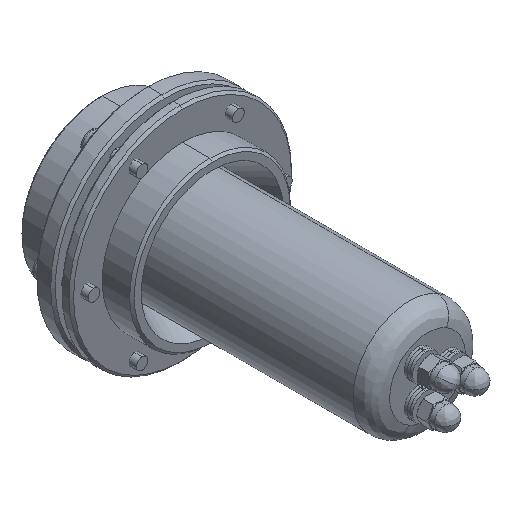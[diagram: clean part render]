
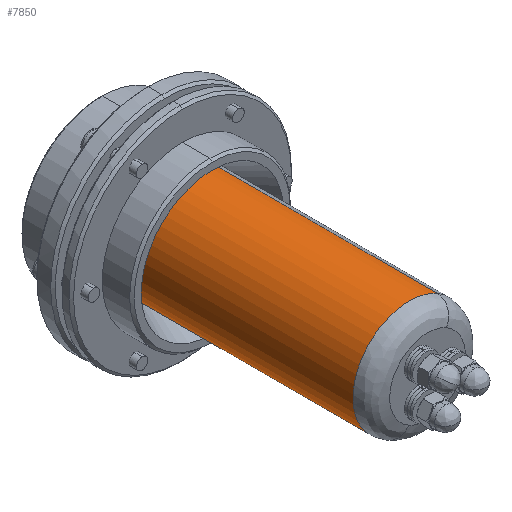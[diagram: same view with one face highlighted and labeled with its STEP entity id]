
A CAD part, isometric view. The second image highlights one B-rep face of the part: STEP entity #7850.
In plain terms, the highlighted free-form (B-spline) face has degree [2, 1] with [5, 2] control points.
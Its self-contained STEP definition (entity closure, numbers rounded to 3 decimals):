
#7091 = VERTEX_POINT('',#7092);
#7092 = CARTESIAN_POINT('',(15.809,12.905,
    27.382));
#7098 = EDGE_CURVE('',#7099,#7091,#7101,.T.);
#7099 = VERTEX_POINT('',#7100);
#7100 = CARTESIAN_POINT('',(-15.809,12.905,
    -27.382));
#7101 = ( BOUNDED_CURVE() B_SPLINE_CURVE(2,(#7102,#7103,#7104,#7105,
#7106),.UNSPECIFIED.,.F.,.F.) B_SPLINE_CURVE_WITH_KNOTS((3,2,3),(
    3.142,4.712,6.283),
.PIECEWISE_BEZIER_KNOTS.) CURVE() GEOMETRIC_REPRESENTATION_ITEM() 
RATIONAL_B_SPLINE_CURVE((1.,0.707,1.,0.707,1.)) 
REPRESENTATION_ITEM('') );
#7102 = CARTESIAN_POINT('',(-15.809,12.905,
    -27.382));
#7103 = CARTESIAN_POINT('',(-43.191,12.905,
    -11.573));
#7104 = CARTESIAN_POINT('',(-27.382,12.905,
    15.809));
#7105 = CARTESIAN_POINT('',(-11.573,12.905,
    43.191));
#7106 = CARTESIAN_POINT('',(15.809,12.905,
    27.382));
#7144 = VERTEX_POINT('',#7145);
#7145 = CARTESIAN_POINT('',(15.809,-137.957,
    27.382));
#7146 = VERTEX_POINT('',#7147);
#7147 = CARTESIAN_POINT('',(-15.809,-137.957,
    -27.382));
#7155 = EDGE_CURVE('',#7146,#7099,#7156,.T.);
#7156 = B_SPLINE_CURVE_WITH_KNOTS('',1,(#7157,#7158),.UNSPECIFIED.,.F.,
  .F.,(2,2),(-125.,-8.1),.PIECEWISE_BEZIER_KNOTS.);
#7157 = CARTESIAN_POINT('',(-15.809,-137.957,
    -27.382));
#7158 = CARTESIAN_POINT('',(-15.809,12.905,
    -27.382));
#7168 = EDGE_CURVE('',#7144,#7091,#7169,.T.);
#7169 = B_SPLINE_CURVE_WITH_KNOTS('',1,(#7170,#7171),.UNSPECIFIED.,.F.,
  .F.,(2,2),(-125.,-8.1),.PIECEWISE_BEZIER_KNOTS.);
#7170 = CARTESIAN_POINT('',(15.809,-137.957,
    27.382));
#7171 = CARTESIAN_POINT('',(15.809,12.905,
    27.382));
#7827 = EDGE_CURVE('',#7146,#7144,#7828,.T.);
#7828 = ( BOUNDED_CURVE() B_SPLINE_CURVE(2,(#7829,#7830,#7831,#7832,
#7833),.UNSPECIFIED.,.F.,.F.) B_SPLINE_CURVE_WITH_KNOTS((3,2,3),(
    3.142,4.712,6.283),
.PIECEWISE_BEZIER_KNOTS.) CURVE() GEOMETRIC_REPRESENTATION_ITEM() 
RATIONAL_B_SPLINE_CURVE((1.,0.707,1.,0.707,1.)) 
REPRESENTATION_ITEM('') );
#7829 = CARTESIAN_POINT('',(-15.809,-137.957,
    -27.382));
#7830 = CARTESIAN_POINT('',(-43.191,-137.957,
    -11.573));
#7831 = CARTESIAN_POINT('',(-27.382,-137.957,
    15.809));
#7832 = CARTESIAN_POINT('',(-11.573,-137.957,
    43.191));
#7833 = CARTESIAN_POINT('',(15.809,-137.957,
    27.382));
#7850 = ADVANCED_FACE('',(#7851),#7857,.T.);
#7851 = FACE_BOUND('',#7852,.T.);
#7852 = EDGE_LOOP('',(#7853,#7854,#7855,#7856));
#7853 = ORIENTED_EDGE('',*,*,#7155,.F.);
#7854 = ORIENTED_EDGE('',*,*,#7827,.T.);
#7855 = ORIENTED_EDGE('',*,*,#7168,.T.);
#7856 = ORIENTED_EDGE('',*,*,#7098,.F.);
#7857 = ( BOUNDED_SURFACE() B_SPLINE_SURFACE(2,1,(
    (#7858,#7859)
    ,(#7860,#7861)
    ,(#7862,#7863)
    ,(#7864,#7865)
    ,(#7866,#7867
)),.UNSPECIFIED.,.F.,.F.,.F.) B_SPLINE_SURFACE_WITH_KNOTS((3,2,3),(2,2),
  (3.142,4.712,6.283),(-125.,-8.1),
.PIECEWISE_BEZIER_KNOTS.) GEOMETRIC_REPRESENTATION_ITEM() 
RATIONAL_B_SPLINE_SURFACE((
    (1.,1.)
    ,(0.707,0.707)
    ,(1.,1.)
    ,(0.707,0.707)
,(1.,1.))) REPRESENTATION_ITEM('') SURFACE() );
#7858 = CARTESIAN_POINT('',(-15.809,-137.957,
    -27.382));
#7859 = CARTESIAN_POINT('',(-15.809,12.905,
    -27.382));
#7860 = CARTESIAN_POINT('',(-43.191,-137.957,
    -11.573));
#7861 = CARTESIAN_POINT('',(-43.191,12.905,
    -11.573));
#7862 = CARTESIAN_POINT('',(-27.382,-137.957,
    15.809));
#7863 = CARTESIAN_POINT('',(-27.382,12.905,
    15.809));
#7864 = CARTESIAN_POINT('',(-11.573,-137.957,
    43.191));
#7865 = CARTESIAN_POINT('',(-11.573,12.905,
    43.191));
#7866 = CARTESIAN_POINT('',(15.809,-137.957,
    27.382));
#7867 = CARTESIAN_POINT('',(15.809,12.905,
    27.382));
